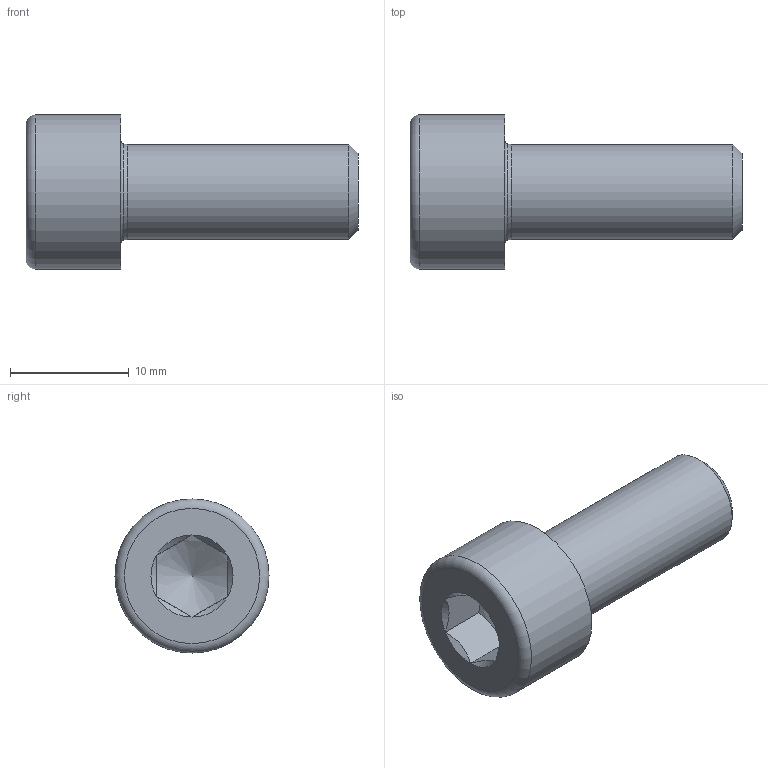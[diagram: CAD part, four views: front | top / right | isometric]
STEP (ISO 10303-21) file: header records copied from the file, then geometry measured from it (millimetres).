
FILE_DESCRIPTION( ( 'STEP AP214' ), ' ' );
FILE_NAME( 'DIN_912-M8x20.stp', '2017-12-27T14:04:46', ( '' ), ( '' ), ' ', 'PARTsolutions', ' ' );
FILE_SCHEMA( ( 'AUTOMOTIVE_DESIGN { 1 0 10303 214 1 1 1 1 }' ) );
Length unit declared in the file: millimetre
Products named in the file (1): _DIN 912-M8x20
Bounding box: 28 x 13 x 13 mm (x, y, z)
Volume: 1905.3 mm3; surface area: 1152.5 mm2
Topology: 1 solids, 1 shells, 22 faces, 41 edges, 22 vertices
Faces by surface type: plane 9, cone 9, torus 2, cylinder 2
Full cylindrical faces by diameter (mm): 8 x1, 13 x1
Entity records: 762 total; most frequent: CARTESIAN_POINT 188, DIRECTION 80, ORIENTED_EDGE 64, AXIS2_PLACEMENT_3D 37, EDGE_CURVE 32, EDGE_LOOP 30, FACE_OUTER_BOUND 26, STYLED_ITEM 22
